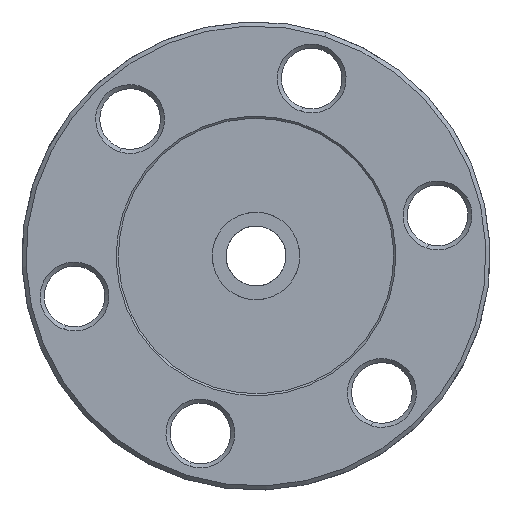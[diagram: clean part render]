
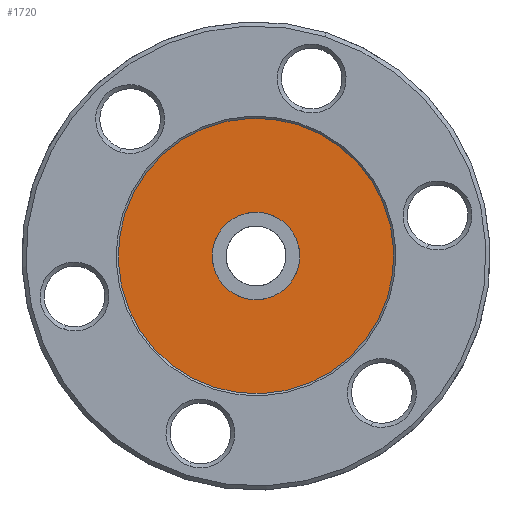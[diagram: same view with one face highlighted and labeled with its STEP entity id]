
A CAD part, front view. The second image highlights one B-rep face of the part: STEP entity #1720.
In plain terms, the highlighted planar face has unit normal (0, -1, 0).
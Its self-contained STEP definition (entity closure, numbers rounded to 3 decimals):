
#2 = DIRECTION ( 'NONE',  ( 0., 1., 0. ) ) ;
#44 = EDGE_CURVE ( 'NONE', #2441, #2537, #470, .T. ) ;
#153 = CIRCLE ( 'NONE', #360, 3.175 ) ;
#220 = DIRECTION ( 'NONE',  ( 0., 1., 0. ) ) ;
#332 = AXIS2_PLACEMENT_3D ( 'NONE', #576, #1985, #777 ) ;
#360 = AXIS2_PLACEMENT_3D ( 'NONE', #1223, #2, #1435 ) ;
#377 = DIRECTION ( 'NONE',  ( 0., 0., 1. ) ) ;
#397 = ORIENTED_EDGE ( 'NONE', *, *, #2602, .T. ) ;
#414 = CARTESIAN_POINT ( 'NONE',  ( 0., 1.8, 0. ) ) ;
#470 = CIRCLE ( 'NONE', #557, 3.175 ) ;
#532 = ORIENTED_EDGE ( 'NONE', *, *, #44, .T. ) ;
#557 = AXIS2_PLACEMENT_3D ( 'NONE', #414, #220, #2235 ) ;
#573 = CARTESIAN_POINT ( 'NONE',  ( 0., 1.8, -3.175 ) ) ;
#576 = CARTESIAN_POINT ( 'NONE',  ( 0., 1.8, 0. ) ) ;
#725 = VERTEX_POINT ( 'NONE', #1221 ) ;
#777 = DIRECTION ( 'NONE',  ( 0., 0., -1. ) ) ;
#808 = VERTEX_POINT ( 'NONE', #2266 ) ;
#836 = CIRCLE ( 'NONE', #1663, 10.725 ) ;
#910 = EDGE_CURVE ( 'NONE', #808, #725, #836, .T. ) ;
#979 = PLANE ( 'NONE',  #2387 ) ;
#1050 = DIRECTION ( 'NONE',  ( 0., 0., -1. ) ) ;
#1186 = CARTESIAN_POINT ( 'NONE',  ( 0., 1.8, 9.6 ) ) ;
#1221 = CARTESIAN_POINT ( 'NONE',  ( 0., 1.8, -10.725 ) ) ;
#1223 = CARTESIAN_POINT ( 'NONE',  ( 0., 1.8, 0. ) ) ;
#1258 = CIRCLE ( 'NONE', #332, 10.725 ) ;
#1267 = CARTESIAN_POINT ( 'NONE',  ( 0., 1.8, 0. ) ) ;
#1282 = EDGE_LOOP ( 'NONE', ( #2065, #532 ) ) ;
#1435 = DIRECTION ( 'NONE',  ( 0., 0., 1. ) ) ;
#1500 = FACE_OUTER_BOUND ( 'NONE', #1521, .T. ) ;
#1517 = ORIENTED_EDGE ( 'NONE', *, *, #910, .T. ) ;
#1521 = EDGE_LOOP ( 'NONE', ( #397, #1517 ) ) ;
#1609 = DIRECTION ( 'NONE',  ( 0., 1., 0. ) ) ;
#1657 = DIRECTION ( 'NONE',  ( 0., -1., 0. ) ) ;
#1663 = AXIS2_PLACEMENT_3D ( 'NONE', #1267, #1657, #1050 ) ;
#1720 = ADVANCED_FACE ( 'NONE', ( #2551, #1500 ), #979, .F. ) ;
#1787 = CARTESIAN_POINT ( 'NONE',  ( 0., 1.8, 3.175 ) ) ;
#1801 = EDGE_CURVE ( 'NONE', #2537, #2441, #153, .T. ) ;
#1985 = DIRECTION ( 'NONE',  ( 0., -1., 0. ) ) ;
#2065 = ORIENTED_EDGE ( 'NONE', *, *, #1801, .T. ) ;
#2235 = DIRECTION ( 'NONE',  ( 0., 0., 1. ) ) ;
#2266 = CARTESIAN_POINT ( 'NONE',  ( 0., 1.8, 10.725 ) ) ;
#2387 = AXIS2_PLACEMENT_3D ( 'NONE', #1186, #1609, #377 ) ;
#2441 = VERTEX_POINT ( 'NONE', #573 ) ;
#2537 = VERTEX_POINT ( 'NONE', #1787 ) ;
#2551 = FACE_BOUND ( 'NONE', #1282, .T. ) ;
#2602 = EDGE_CURVE ( 'NONE', #725, #808, #1258, .T. ) ;
